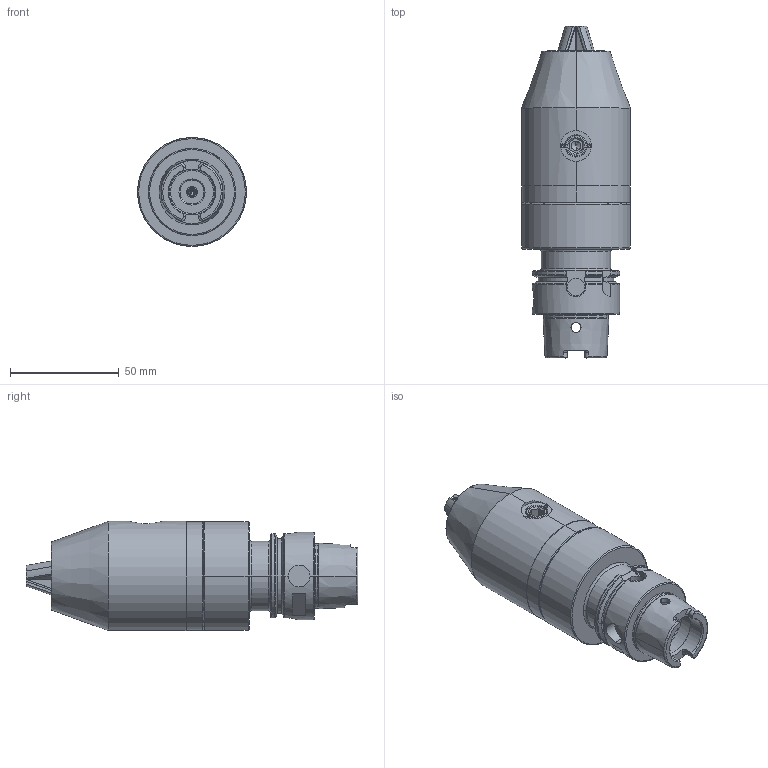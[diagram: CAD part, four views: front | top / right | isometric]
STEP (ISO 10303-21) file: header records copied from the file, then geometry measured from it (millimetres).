
FILE_DESCRIPTION (( 'STEP AP203' ), '1' );
FILE_NAME ('BA2HK40223101A.STEP', '2021-02-08T00:19:20', ( '' ), ( '' ), 'SwSTEP 2.0', 'SolidWorks 2017', '' );
FILE_SCHEMA (( 'CONFIG_CONTROL_DESIGN' ));
Length unit declared in the file: millimetre
Products named in the file (13): KR029096; BB13313080001A; BB13313090001A; BB13313010001A--; BB13313050001A-; BB2HA22013A01A; BA13313100001A; BB13313020101A; SB018001; BB13316040001A; BA2HK40223101A; BB13313060101A-; BB13313030001B
Assembly tree (14 placements, depth 3):
  BA2HK40223101A
    BB2HA22013A01A
    BA13313100001A
      BB13313010001A--
      BB13313020101A
      BB13316040001A
      BB13313090001A
      BB13313050001A-
      BB13313060101A-
      BB13313080001A
      BB13313030001B  x3
      SB018001
      KR029096
Bounding box: 50.1 x 152.49 x 50.1 mm (x, y, z)
Volume: 172463.6 mm3; surface area: 69401.5 mm2
Topology: 13 solids, 13 shells, 1147 faces, 3088 edges, 1958 vertices
Faces by surface type: cylinder 395, plane 345, cone 274, torus 123, bspline 10
Entity records: 43318 total; most frequent: CARTESIAN_POINT 16645, ORIENTED_EDGE 5764, DIRECTION 4841, EDGE_CURVE 2882, AXIS2_PLACEMENT_3D 1997, VERTEX_POINT 1842, EDGE_LOOP 1142, ADVANCED_FACE 1081
